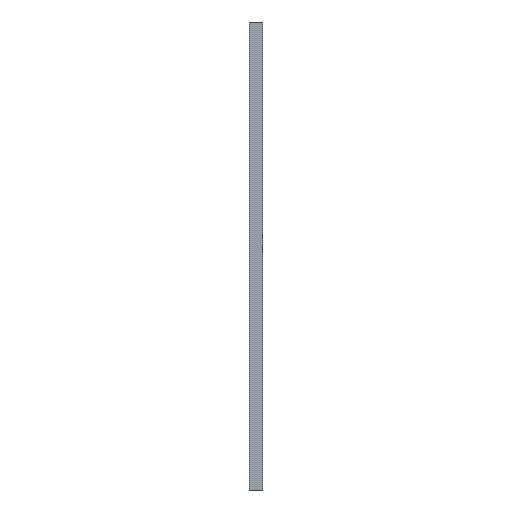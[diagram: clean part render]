
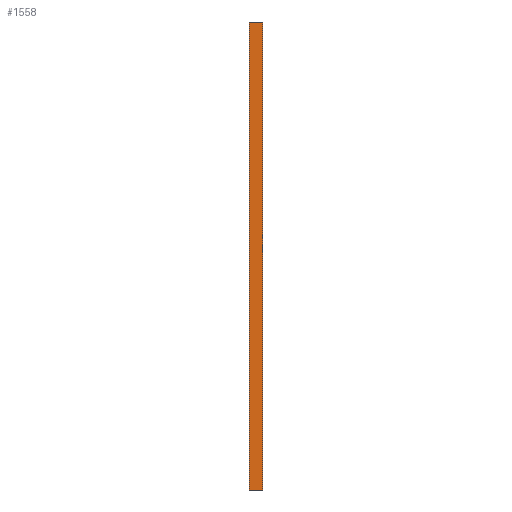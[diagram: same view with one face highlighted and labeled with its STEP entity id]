
A CAD part, front view. The second image highlights one B-rep face of the part: STEP entity #1558.
In plain terms, the highlighted planar face has unit normal (0, -1, 0).
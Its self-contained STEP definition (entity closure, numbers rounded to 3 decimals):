
#33=DIRECTION('',(0.,0.,-1.));
#34=VECTOR('',#33,212.);
#35=CARTESIAN_POINT('',(-3.,-50.,106.));
#36=LINE('',#35,#34);
#361=DIRECTION('',(0.,0.,-1.));
#362=VECTOR('',#361,212.);
#363=CARTESIAN_POINT('',(3.,-50.,106.));
#364=LINE('',#363,#362);
#557=DIRECTION('',(1.,0.,0.));
#558=VECTOR('',#557,6.);
#559=CARTESIAN_POINT('',(-3.,-50.,-106.));
#560=LINE('',#559,#558);
#601=DIRECTION('',(1.,0.,0.));
#602=VECTOR('',#601,6.);
#603=CARTESIAN_POINT('',(-3.,-50.,106.));
#604=LINE('',#603,#602);
#717=CARTESIAN_POINT('',(-3.,-50.,106.));
#718=CARTESIAN_POINT('',(-3.,-50.,-106.));
#719=VERTEX_POINT('',#717);
#720=VERTEX_POINT('',#718);
#725=CARTESIAN_POINT('',(3.,-50.,106.));
#726=CARTESIAN_POINT('',(3.,-50.,-106.));
#727=VERTEX_POINT('',#725);
#728=VERTEX_POINT('',#726);
#1547=CARTESIAN_POINT('',(-3.,-50.,106.));
#1548=DIRECTION('',(0.,-1.,0.));
#1549=DIRECTION('',(0.,0.,-1.));
#1550=AXIS2_PLACEMENT_3D('',#1547,#1548,#1549);
#1551=PLANE('',#1550);
#1552=ORIENTED_EDGE('',*,*,#958,.F.);
#1553=ORIENTED_EDGE('',*,*,#1280,.T.);
#1554=ORIENTED_EDGE('',*,*,#1166,.T.);
#1555=ORIENTED_EDGE('',*,*,#1399,.F.);
#1556=EDGE_LOOP('',(#1552,#1553,#1554,#1555));
#1557=FACE_OUTER_BOUND('',#1556,.F.);
#1558=ADVANCED_FACE('',(#1557),#1551,.T.);
#958=EDGE_CURVE('',#719,#720,#36,.T.);
#1166=EDGE_CURVE('',#727,#728,#364,.T.);
#1280=EDGE_CURVE('',#719,#727,#604,.T.);
#1399=EDGE_CURVE('',#720,#728,#560,.T.);
